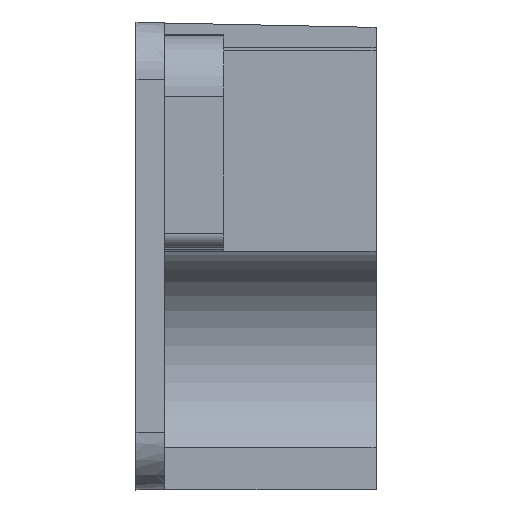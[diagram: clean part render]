
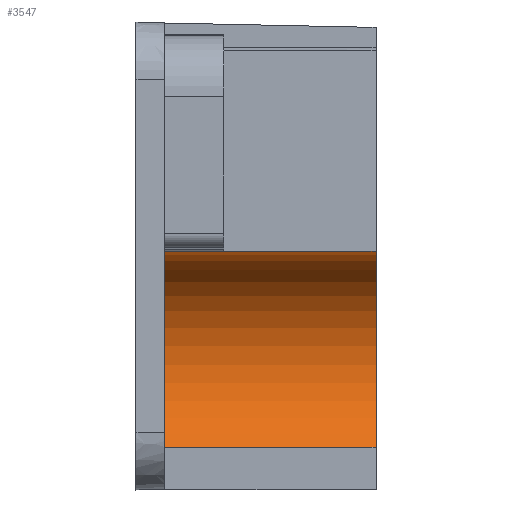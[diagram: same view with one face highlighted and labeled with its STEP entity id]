
A CAD part, left-side view. The second image highlights one B-rep face of the part: STEP entity #3547.
In plain terms, the highlighted cylindrical face has radius 40.2 mm (diameter 80.4 mm), a partial arc.
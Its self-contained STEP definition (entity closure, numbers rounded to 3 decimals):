
#77=CYLINDRICAL_SURFACE('',#3779,40.2);
#169=FACE_OUTER_BOUND('',#374,.T.);
#374=EDGE_LOOP('',(#2571,#2572,#2573,#2574,#2575));
#656=LINE('',#5373,#1035);
#691=LINE('',#5568,#1070);
#694=LINE('',#5576,#1073);
#1035=VECTOR('',#4218,10.);
#1070=VECTOR('',#4303,10.);
#1073=VECTOR('',#4314,10.);
#1352=CIRCLE('',#3756,40.2);
#1359=CIRCLE('',#3780,40.2);
#1573=VERTEX_POINT('',#5370);
#1574=VERTEX_POINT('',#5372);
#1578=VERTEX_POINT('',#5386);
#1599=VERTEX_POINT('',#5567);
#1600=VERTEX_POINT('',#5574);
#1930=EDGE_CURVE('',#1574,#1573,#656,.T.);
#1937=EDGE_CURVE('',#1574,#1578,#1352,.T.);
#1977=EDGE_CURVE('',#1599,#1578,#691,.T.);
#1980=EDGE_CURVE('',#1599,#1600,#1359,.F.);
#1981=EDGE_CURVE('',#1600,#1573,#694,.T.);
#2571=ORIENTED_EDGE('',*,*,#1980,.F.);
#2572=ORIENTED_EDGE('',*,*,#1977,.T.);
#2573=ORIENTED_EDGE('',*,*,#1937,.F.);
#2574=ORIENTED_EDGE('',*,*,#1930,.T.);
#2575=ORIENTED_EDGE('',*,*,#1981,.F.);
#3547=ADVANCED_FACE('',(#169),#77,.F.);
#3756=AXIS2_PLACEMENT_3D('',#5387,#4232,#4233);
#3779=AXIS2_PLACEMENT_3D('',#5573,#4310,#4311);
#3780=AXIS2_PLACEMENT_3D('',#5575,#4312,#4313);
#4218=DIRECTION('',(0.,1.,0.));
#4232=DIRECTION('center_axis',(0.,1.,0.));
#4233=DIRECTION('ref_axis',(0.,0.,-1.));
#4303=DIRECTION('',(0.,-1.,0.));
#4310=DIRECTION('center_axis',(0.,-1.,0.));
#4311=DIRECTION('ref_axis',(0.489,0.,0.872));
#4312=DIRECTION('center_axis',(0.,1.,0.));
#4313=DIRECTION('ref_axis',(0.489,0.,0.872));
#4314=DIRECTION('',(0.,-1.,0.));
#5370=CARTESIAN_POINT('',(4.402,71.078,-77.828));
#5372=CARTESIAN_POINT('',(4.402,17.078,-77.828));
#5373=CARTESIAN_POINT('',(4.402,102.078,-77.828));
#5386=CARTESIAN_POINT('',(27.464,17.078,-147.241));
#5387=CARTESIAN_POINT('Origin',(0.095,17.078,-117.797));
#5567=CARTESIAN_POINT('',(27.464,92.078,-147.241));
#5568=CARTESIAN_POINT('',(27.464,102.078,-147.241));
#5573=CARTESIAN_POINT('Origin',(0.095,102.078,-117.797));
#5574=CARTESIAN_POINT('',(4.402,92.078,-77.828));
#5575=CARTESIAN_POINT('Origin',(0.095,92.078,-117.797));
#5576=CARTESIAN_POINT('',(4.402,102.078,-77.828));
